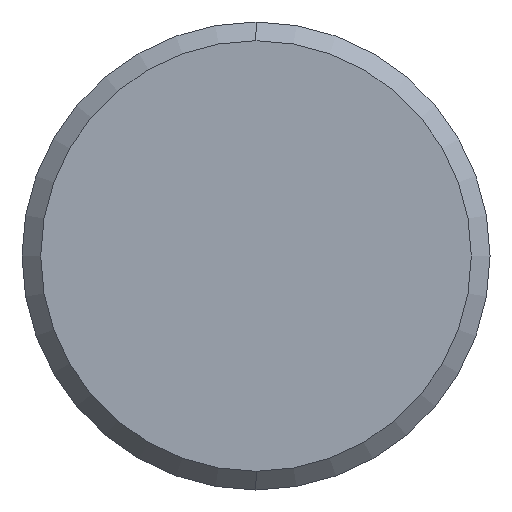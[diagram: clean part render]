
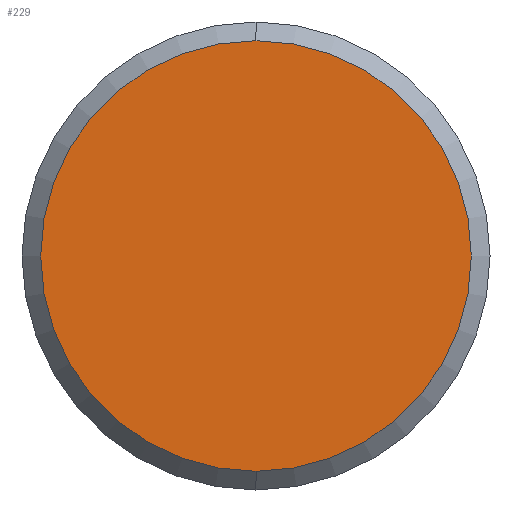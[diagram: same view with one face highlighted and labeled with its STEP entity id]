
A CAD part, left-side view. The second image highlights one B-rep face of the part: STEP entity #229.
In plain terms, the highlighted planar face has unit normal (-1, 0, 0).
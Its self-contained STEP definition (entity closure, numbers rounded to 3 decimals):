
#2 = DIRECTION ( 'NONE',  ( 0., 0., -1. ) ) ;
#11 = DIRECTION ( 'NONE',  ( -1., 0., 0. ) ) ;
#39 = PLANE ( 'NONE',  #547 ) ;
#48 = DIRECTION ( 'NONE',  ( 0., 0., -1. ) ) ;
#65 = CARTESIAN_POINT ( 'NONE',  ( 0., 0., -11.5 ) ) ;
#96 = VERTEX_POINT ( 'NONE', #65 ) ;
#110 = CIRCLE ( 'NONE', #376, 11.5 ) ;
#153 = ORIENTED_EDGE ( 'NONE', *, *, #523, .T. ) ;
#157 = ORIENTED_EDGE ( 'NONE', *, *, #461, .T. ) ;
#165 = DIRECTION ( 'NONE',  ( 1., 0., 0. ) ) ;
#189 = DIRECTION ( 'NONE',  ( 0., 0., -1. ) ) ;
#229 = ADVANCED_FACE ( 'NONE', ( #353 ), #39, .F. ) ;
#247 = DIRECTION ( 'NONE',  ( -1., 0., 0. ) ) ;
#264 = AXIS2_PLACEMENT_3D ( 'NONE', #324, #11, #189 ) ;
#288 = CARTESIAN_POINT ( 'NONE',  ( 0., 0., 0. ) ) ;
#324 = CARTESIAN_POINT ( 'NONE',  ( 0., 0., 0. ) ) ;
#353 = FACE_OUTER_BOUND ( 'NONE', #816, .T. ) ;
#376 = AXIS2_PLACEMENT_3D ( 'NONE', #815, #247, #2 ) ;
#406 = VERTEX_POINT ( 'NONE', #615 ) ;
#461 = EDGE_CURVE ( 'NONE', #96, #406, #110, .T. ) ;
#523 = EDGE_CURVE ( 'NONE', #406, #96, #716, .T. ) ;
#547 = AXIS2_PLACEMENT_3D ( 'NONE', #288, #165, #48 ) ;
#615 = CARTESIAN_POINT ( 'NONE',  ( 0., 0., 11.5 ) ) ;
#716 = CIRCLE ( 'NONE', #264, 11.5 ) ;
#815 = CARTESIAN_POINT ( 'NONE',  ( 0., 0., 0. ) ) ;
#816 = EDGE_LOOP ( 'NONE', ( #157, #153 ) ) ;
